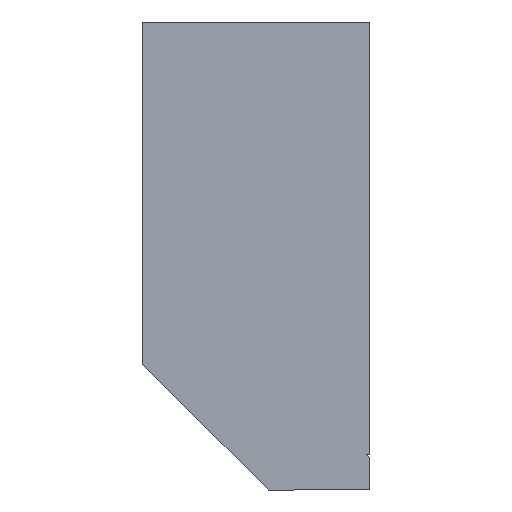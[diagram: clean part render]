
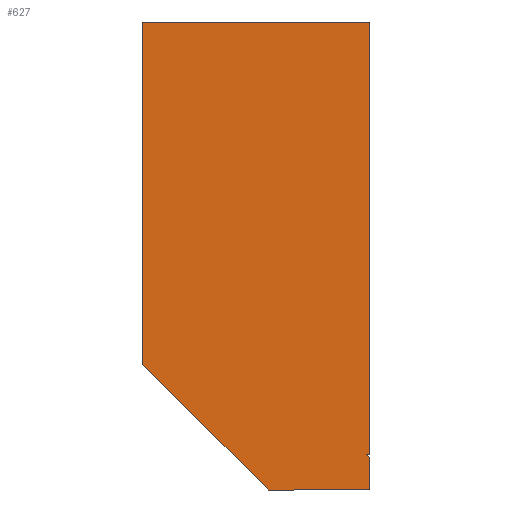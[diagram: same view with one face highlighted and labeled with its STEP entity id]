
A CAD part, left-side view. The second image highlights one B-rep face of the part: STEP entity #627.
In plain terms, the highlighted planar face has unit normal (-1, 0, 0).
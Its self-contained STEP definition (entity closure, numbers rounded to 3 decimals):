
#49=FACE_OUTER_BOUND('',#85,.T.);
#85=EDGE_LOOP('',(#547,#548,#549,#550,#551,#552,#553,#554));
#99=LINE('',#856,#183);
#153=LINE('',#968,#237);
#157=LINE('',#975,#241);
#160=LINE('',#981,#244);
#163=LINE('',#987,#247);
#165=LINE('',#990,#249);
#168=LINE('',#996,#252);
#170=LINE('',#999,#254);
#183=VECTOR('',#700,10.);
#237=VECTOR('',#794,10.);
#241=VECTOR('',#800,10.);
#244=VECTOR('',#805,10.);
#247=VECTOR('',#810,10.);
#249=VECTOR('',#814,10.);
#252=VECTOR('',#819,10.);
#254=VECTOR('',#823,10.);
#263=VERTEX_POINT('',#853);
#264=VERTEX_POINT('',#855);
#301=VERTEX_POINT('',#965);
#302=VERTEX_POINT('',#967);
#304=VERTEX_POINT('',#973);
#306=VERTEX_POINT('',#979);
#308=VERTEX_POINT('',#985);
#310=VERTEX_POINT('',#994);
#323=EDGE_CURVE('',#264,#263,#99,.T.);
#377=EDGE_CURVE('',#301,#302,#153,.T.);
#381=EDGE_CURVE('',#304,#301,#157,.T.);
#384=EDGE_CURVE('',#306,#304,#160,.T.);
#387=EDGE_CURVE('',#308,#306,#163,.T.);
#389=EDGE_CURVE('',#264,#308,#165,.T.);
#392=EDGE_CURVE('',#310,#263,#168,.T.);
#394=EDGE_CURVE('',#302,#310,#170,.T.);
#547=ORIENTED_EDGE('',*,*,#384,.F.);
#548=ORIENTED_EDGE('',*,*,#387,.F.);
#549=ORIENTED_EDGE('',*,*,#389,.F.);
#550=ORIENTED_EDGE('',*,*,#323,.T.);
#551=ORIENTED_EDGE('',*,*,#392,.F.);
#552=ORIENTED_EDGE('',*,*,#394,.F.);
#553=ORIENTED_EDGE('',*,*,#377,.F.);
#554=ORIENTED_EDGE('',*,*,#381,.F.);
#594=PLANE('',#674);
#627=ADVANCED_FACE('',(#49),#594,.F.);
#674=AXIS2_PLACEMENT_3D('',#1000,#824,#825);
#700=DIRECTION('',(0.,1.,0.));
#794=DIRECTION('',(0.,1.,0.));
#800=DIRECTION('',(0.,0.,-1.));
#805=DIRECTION('',(0.,-0.707,-0.707));
#810=DIRECTION('',(0.,1.,0.));
#814=DIRECTION('',(0.,0.,-1.));
#819=DIRECTION('',(0.,0.,1.));
#823=DIRECTION('',(0.,0.707,0.707));
#824=DIRECTION('center_axis',(1.,0.,0.));
#825=DIRECTION('ref_axis',(0.,1.,0.));
#853=CARTESIAN_POINT('',(-19.635,36.95,6.25));
#855=CARTESIAN_POINT('',(-19.635,34.063,6.25));
#856=CARTESIAN_POINT('',(-19.635,34.75,6.25));
#965=CARTESIAN_POINT('',(-19.635,34.063,0.3));
#967=CARTESIAN_POINT('',(-19.635,35.35,0.3));
#968=CARTESIAN_POINT('',(-19.635,32.703,0.3));
#973=CARTESIAN_POINT('',(-19.635,34.063,0.71));
#975=CARTESIAN_POINT('',(-19.635,34.063,0.75));
#979=CARTESIAN_POINT('',(-19.635,34.103,0.75));
#981=CARTESIAN_POINT('',(-19.635,34.103,0.75));
#985=CARTESIAN_POINT('',(-19.635,34.063,0.75));
#987=CARTESIAN_POINT('',(-19.635,34.063,0.75));
#990=CARTESIAN_POINT('',(-19.635,34.063,6.35));
#994=CARTESIAN_POINT('',(-19.635,36.95,1.9));
#996=CARTESIAN_POINT('',(-19.635,36.95,1.9));
#999=CARTESIAN_POINT('',(-19.635,35.3,0.25));
#1000=CARTESIAN_POINT('Origin',(-19.635,35.276,3.25));
